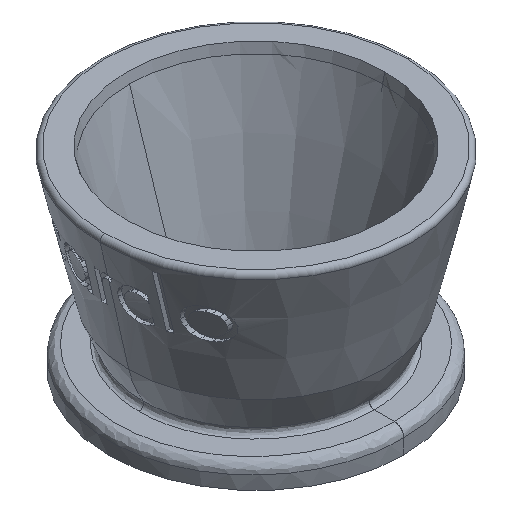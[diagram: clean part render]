
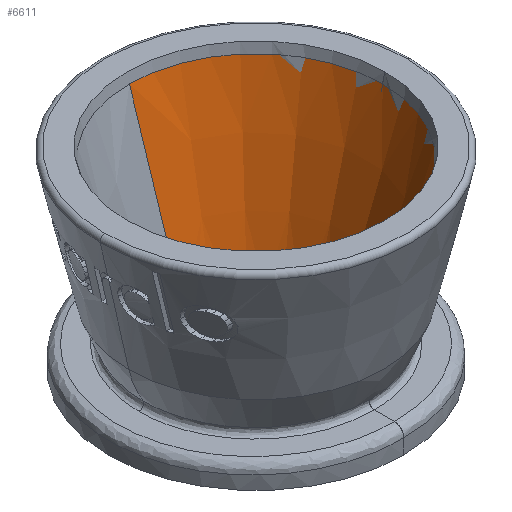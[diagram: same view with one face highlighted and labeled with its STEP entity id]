
A CAD part, isometric view. The second image highlights one B-rep face of the part: STEP entity #6611.
In plain terms, the highlighted conical face has half-angle 17.823 degrees and reference radius 5.315 mm.
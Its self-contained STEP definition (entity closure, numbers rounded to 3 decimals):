
#22=CARTESIAN_POINT('',(0.,0.,8.8));
#23=DIRECTION('',(0.,0.,-1.));
#24=DIRECTION('',(1.,0.,0.));
#25=AXIS2_PLACEMENT_3D('',#22,#23,#24);
#72=CARTESIAN_POINT('',(0.,0.,0.));
#73=DIRECTION('',(0.,0.,-1.));
#74=DIRECTION('',(0.,1.,0.));
#75=AXIS2_PLACEMENT_3D('',#72,#73,#74);
#5858=DIRECTION('',(0.,0.306,-0.952));
#5859=VECTOR('',#5858,9.244);
#5860=CARTESIAN_POINT('',(0.,-6.729,8.8));
#5861=LINE('',#5860,#5859);
#5862=DIRECTION('',(0.,-0.306,-0.952));
#5863=VECTOR('',#5862,9.244);
#5864=CARTESIAN_POINT('',(0.,6.729,8.8));
#5865=LINE('',#5864,#5863);
#5866=CARTESIAN_POINT('',(0.,0.,8.8));
#5867=DIRECTION('',(0.,0.,-1.));
#5868=DIRECTION('',(0.,1.,0.));
#5869=AXIS2_PLACEMENT_3D('',#5866,#5867,#5868);
#6536=CARTESIAN_POINT('',(0.,3.9,0.));
#6537=CARTESIAN_POINT('',(0.,-3.9,0.));
#6538=VERTEX_POINT('',#6536);
#6539=VERTEX_POINT('',#6537);
#6540=CARTESIAN_POINT('',(0.,6.729,8.8));
#6541=CARTESIAN_POINT('',(6.729,0.,8.8));
#6542=VERTEX_POINT('',#6540);
#6543=VERTEX_POINT('',#6541);
#6546=CARTESIAN_POINT('',(0.,-6.729,8.8));
#6547=VERTEX_POINT('',#6546);
#6595=CARTESIAN_POINT('',(0.,0.,4.4));
#6596=DIRECTION('',(0.,0.,1.));
#6597=DIRECTION('',(0.,1.,0.));
#6598=AXIS2_PLACEMENT_3D('',#6595,#6596,#6597);
#6599=CONICAL_SURFACE('',#6598,5.315,17.823);
#6601=ORIENTED_EDGE('',*,*,#6600,.F.);
#6603=ORIENTED_EDGE('',*,*,#6602,.F.);
#6605=ORIENTED_EDGE('',*,*,#6604,.T.);
#6606=ORIENTED_EDGE('',*,*,#6583,.T.);
#6608=ORIENTED_EDGE('',*,*,#6607,.T.);
#6609=EDGE_LOOP('',(#6601,#6603,#6605,#6606,#6608));
#6610=FACE_OUTER_BOUND('',#6609,.F.);
#6611=ADVANCED_FACE('',(#6610),#6599,.F.);
#26=CIRCLE('',#25,6.729);
#76=CIRCLE('',#75,3.9);
#5870=CIRCLE('',#5869,6.729);
#6583=EDGE_CURVE('',#6543,#6547,#26,.T.);
#6600=EDGE_CURVE('',#6538,#6539,#76,.T.);
#6602=EDGE_CURVE('',#6542,#6538,#5865,.T.);
#6604=EDGE_CURVE('',#6542,#6543,#5870,.T.);
#6607=EDGE_CURVE('',#6547,#6539,#5861,.T.);
